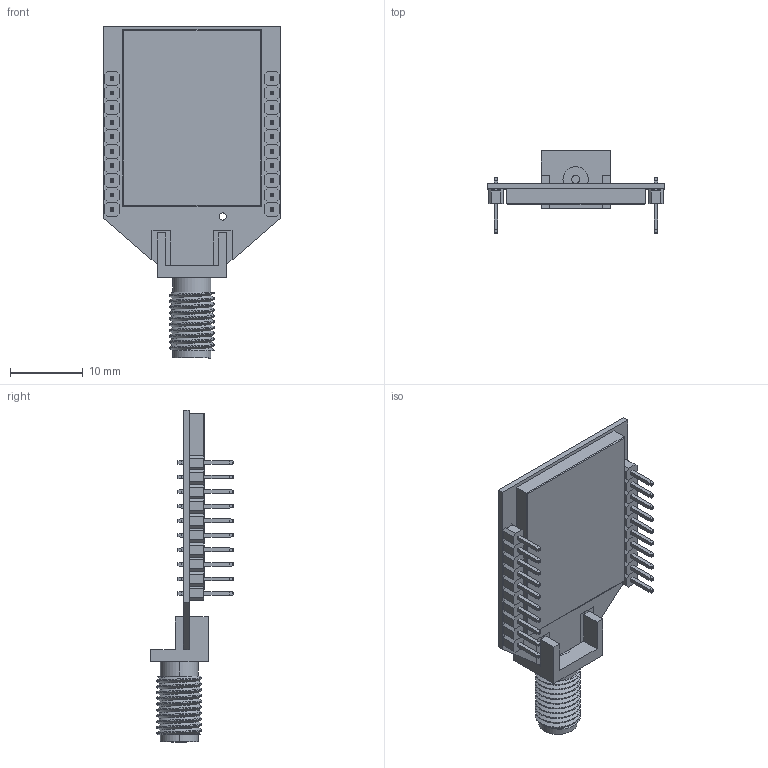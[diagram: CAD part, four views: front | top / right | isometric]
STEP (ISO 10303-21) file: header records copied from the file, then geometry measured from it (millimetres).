
FILE_DESCRIPTION (( 'STEP AP214' ), '1' );
FILE_NAME ('User Library-XbeePro-SMA.STEP', '2024-10-29T10:12:24', ( '' ), ( '' ), 'SwSTEP 2.0', 'SolidWorks 2022', '' );
FILE_SCHEMA (( 'AUTOMOTIVE_DESIGN' ));
Length unit declared in the file: millimetre
Products named in the file (6): XBP24_with_Pads.STEP; 2mmHeaderPin_straight.STEP; SMA-Z.STEP; User Library-XbeePro-SMA; XBPro_shield.STEP; XbeePro-SMA.STEP
Assembly tree (24 placements, depth 3):
  User Library-XbeePro-SMA
    XbeePro-SMA.STEP
      XBP24_with_Pads.STEP
      2mmHeaderPin_straight.STEP  x20
      XBPro_shield.STEP
      SMA-Z.STEP
Bounding box: 24.38 x 11.38 x 45.64 mm (x, y, z)
Volume: 2126.1 mm3; surface area: 4049.8 mm2
Topology: 23 solids, 23 shells, 1632 faces, 3809 edges, 2404 vertices
Faces by surface type: plane 1050, cylinder 436, bspline 144, cone 2
Entity records: 34212 total; most frequent: CARTESIAN_POINT 14094, ORIENTED_EDGE 3590, DIRECTION 2938, EDGE_CURVE 1795, VERTEX_POINT 1188, LINE 1174, VECTOR 1174, AXIS2_PLACEMENT_3D 882
